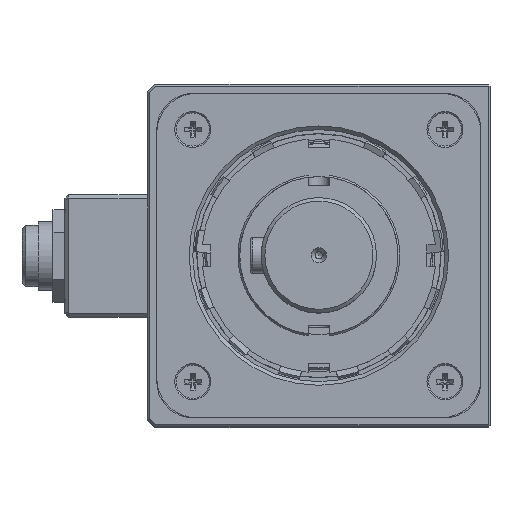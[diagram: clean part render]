
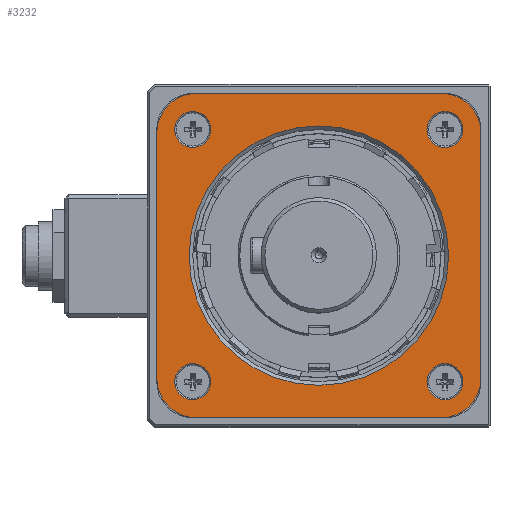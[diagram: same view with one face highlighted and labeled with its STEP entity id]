
A CAD part, top view. The second image highlights one B-rep face of the part: STEP entity #3232.
In plain terms, the highlighted planar face has unit normal (0, 0, 1).
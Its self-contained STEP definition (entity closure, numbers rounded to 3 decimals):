
#3232 = ADVANCED_FACE( '', ( #6351, #6352, #6353, #6354, #6355, #6356 ), #6357, .T. );
#6351 = FACE_BOUND( '', #9414, .T. );
#6352 = FACE_BOUND( '', #9415, .T. );
#6353 = FACE_BOUND( '', #9416, .T. );
#6354 = FACE_BOUND( '', #9417, .T. );
#6355 = FACE_BOUND( '', #9418, .T. );
#6356 = FACE_OUTER_BOUND( '', #9419, .T. );
#6357 = PLANE( '', #9420 );
#9414 = EDGE_LOOP( '', ( #16231 ) );
#9415 = EDGE_LOOP( '', ( #16232 ) );
#9416 = EDGE_LOOP( '', ( #16233 ) );
#9417 = EDGE_LOOP( '', ( #16234 ) );
#9418 = EDGE_LOOP( '', ( #16235 ) );
#9419 = EDGE_LOOP( '', ( #16236, #16237, #16238, #16239, #16240, #16241, #16242, #16243 ) );
#9420 = AXIS2_PLACEMENT_3D( '', #16244, #16245, #16246 );
#16231 = ORIENTED_EDGE( '', *, *, #18098, .T. );
#16232 = ORIENTED_EDGE( '', *, *, #19349, .T. );
#16233 = ORIENTED_EDGE( '', *, *, #19896, .T. );
#16234 = ORIENTED_EDGE( '', *, *, #19897, .T. );
#16235 = ORIENTED_EDGE( '', *, *, #18081, .T. );
#16236 = ORIENTED_EDGE( '', *, *, #19509, .T. );
#16237 = ORIENTED_EDGE( '', *, *, #18403, .T. );
#16238 = ORIENTED_EDGE( '', *, *, #18732, .T. );
#16239 = ORIENTED_EDGE( '', *, *, #18127, .T. );
#16240 = ORIENTED_EDGE( '', *, *, #19855, .T. );
#16241 = ORIENTED_EDGE( '', *, *, #19275, .T. );
#16242 = ORIENTED_EDGE( '', *, *, #19076, .T. );
#16243 = ORIENTED_EDGE( '', *, *, #19166, .T. );
#16244 = CARTESIAN_POINT( '', ( -45., -45., 10. ) );
#16245 = DIRECTION( '', ( 0., 0., 1. ) );
#16246 = DIRECTION( '', ( 1., 0., 0. ) );
#18081 = EDGE_CURVE( '', #21557, #21557, #21558, .T. );
#18098 = EDGE_CURVE( '', #21585, #21585, #21586, .F. );
#18127 = EDGE_CURVE( '', #21630, #21631, #21632, .T. );
#18403 = EDGE_CURVE( '', #22067, #22068, #22069, .T. );
#18732 = EDGE_CURVE( '', #22068, #21630, #22566, .T. );
#19076 = EDGE_CURVE( '', #23041, #23042, #23043, .T. );
#19166 = EDGE_CURVE( '', #23042, #23163, #23164, .T. );
#19275 = EDGE_CURVE( '', #23310, #23041, #23311, .T. );
#19349 = EDGE_CURVE( '', #23409, #23409, #23410, .T. );
#19509 = EDGE_CURVE( '', #23163, #22067, #23617, .T. );
#19855 = EDGE_CURVE( '', #21631, #23310, #24028, .T. );
#19896 = EDGE_CURVE( '', #24073, #24073, #24074, .T. );
#19897 = EDGE_CURVE( '', #24075, #24075, #24076, .T. );
#21557 = VERTEX_POINT( '', #26382 );
#21558 = CIRCLE( '', #26383, 5. );
#21585 = VERTEX_POINT( '', #26418 );
#21586 = CIRCLE( '', #26419, 36. );
#21630 = VERTEX_POINT( '', #26487 );
#21631 = VERTEX_POINT( '', #26488 );
#21632 = CIRCLE( '', #26489, 11. );
#22067 = VERTEX_POINT( '', #27129 );
#22068 = VERTEX_POINT( '', #27130 );
#22069 = CIRCLE( '', #27131, 11. );
#22566 = LINE( '', #27859, #27860 );
#23041 = VERTEX_POINT( '', #28622 );
#23042 = VERTEX_POINT( '', #28623 );
#23043 = LINE( '', #28624, #28625 );
#23163 = VERTEX_POINT( '', #28820 );
#23164 = CIRCLE( '', #28821, 11. );
#23310 = VERTEX_POINT( '', #29016 );
#23311 = CIRCLE( '', #29017, 11. );
#23409 = VERTEX_POINT( '', #29146 );
#23410 = CIRCLE( '', #29147, 5. );
#23617 = LINE( '', #29467, #29468 );
#24028 = LINE( '', #30025, #30026 );
#24073 = VERTEX_POINT( '', #30081 );
#24074 = CIRCLE( '', #30082, 5. );
#24075 = VERTEX_POINT( '', #30083 );
#24076 = CIRCLE( '', #30084, 5. );
#26382 = CARTESIAN_POINT( '', ( -35., 40., 10. ) );
#26383 = AXIS2_PLACEMENT_3D( '', #31402, #31403, #31404 );
#26418 = CARTESIAN_POINT( '', ( 36., 0., 10. ) );
#26419 = AXIS2_PLACEMENT_3D( '', #31422, #31423, #31424 );
#26487 = CARTESIAN_POINT( '', ( 34., -45., 10. ) );
#26488 = CARTESIAN_POINT( '', ( 45., -34., 10. ) );
#26489 = AXIS2_PLACEMENT_3D( '', #31449, #31450, #31451 );
#27129 = CARTESIAN_POINT( '', ( -45., -34., 10. ) );
#27130 = CARTESIAN_POINT( '', ( -34., -45., 10. ) );
#27131 = AXIS2_PLACEMENT_3D( '', #31787, #31788, #31789 );
#27859 = CARTESIAN_POINT( '', ( -45., -45., 10. ) );
#27860 = VECTOR( '', #32184, 1000. );
#28622 = CARTESIAN_POINT( '', ( 34., 45., 10. ) );
#28623 = CARTESIAN_POINT( '', ( -34., 45., 10. ) );
#28624 = CARTESIAN_POINT( '', ( 45., 45., 10. ) );
#28625 = VECTOR( '', #32523, 1000. );
#28820 = CARTESIAN_POINT( '', ( -45., 34., 10. ) );
#28821 = AXIS2_PLACEMENT_3D( '', #32611, #32612, #32613 );
#29016 = CARTESIAN_POINT( '', ( 45., 34., 10. ) );
#29017 = AXIS2_PLACEMENT_3D( '', #32732, #32733, #32734 );
#29146 = CARTESIAN_POINT( '', ( -40., -35., 10. ) );
#29147 = AXIS2_PLACEMENT_3D( '', #32814, #32815, #32816 );
#29467 = CARTESIAN_POINT( '', ( -45., 45., 10. ) );
#29468 = VECTOR( '', #32960, 1000. );
#30025 = CARTESIAN_POINT( '', ( 45., -45., 10. ) );
#30026 = VECTOR( '', #33284, 1000. );
#30081 = CARTESIAN_POINT( '', ( 35., -40., 10. ) );
#30082 = AXIS2_PLACEMENT_3D( '', #33316, #33317, #33318 );
#30083 = CARTESIAN_POINT( '', ( 40., 35., 10. ) );
#30084 = AXIS2_PLACEMENT_3D( '', #33319, #33320, #33321 );
#31402 = CARTESIAN_POINT( '', ( -35., 35., 10. ) );
#31403 = DIRECTION( '', ( 0., 0., -1. ) );
#31404 = DIRECTION( '', ( 0., 1., 0. ) );
#31422 = CARTESIAN_POINT( '', ( 0., 0., 10. ) );
#31423 = DIRECTION( '', ( 0., 0., 1. ) );
#31424 = DIRECTION( '', ( 1., 0., 0. ) );
#31449 = CARTESIAN_POINT( '', ( 34., -34., 10. ) );
#31450 = DIRECTION( '', ( 0., 0., 1. ) );
#31451 = DIRECTION( '', ( 1., 0., 0. ) );
#31787 = CARTESIAN_POINT( '', ( -34., -34., 10. ) );
#31788 = DIRECTION( '', ( 0., 0., 1. ) );
#31789 = DIRECTION( '', ( 1., 0., 0. ) );
#32184 = DIRECTION( '', ( 1., 0., 0. ) );
#32523 = DIRECTION( '', ( -1., 0., 0. ) );
#32611 = CARTESIAN_POINT( '', ( -34., 34., 10. ) );
#32612 = DIRECTION( '', ( 0., 0., 1. ) );
#32613 = DIRECTION( '', ( 1., 0., 0. ) );
#32732 = CARTESIAN_POINT( '', ( 34., 34., 10. ) );
#32733 = DIRECTION( '', ( 0., 0., 1. ) );
#32734 = DIRECTION( '', ( 1., 0., 0. ) );
#32814 = CARTESIAN_POINT( '', ( -35., -35., 10. ) );
#32815 = DIRECTION( '', ( 0., 0., -1. ) );
#32816 = DIRECTION( '', ( -1., 0., 0. ) );
#32960 = DIRECTION( '', ( 0., -1., 0. ) );
#33284 = DIRECTION( '', ( 0., 1., 0. ) );
#33316 = CARTESIAN_POINT( '', ( 35., -35., 10. ) );
#33317 = DIRECTION( '', ( 0., 0., -1. ) );
#33318 = DIRECTION( '', ( 0., -1., 0. ) );
#33319 = CARTESIAN_POINT( '', ( 35., 35., 10. ) );
#33320 = DIRECTION( '', ( 0., 0., -1. ) );
#33321 = DIRECTION( '', ( 1., 0., 0. ) );
